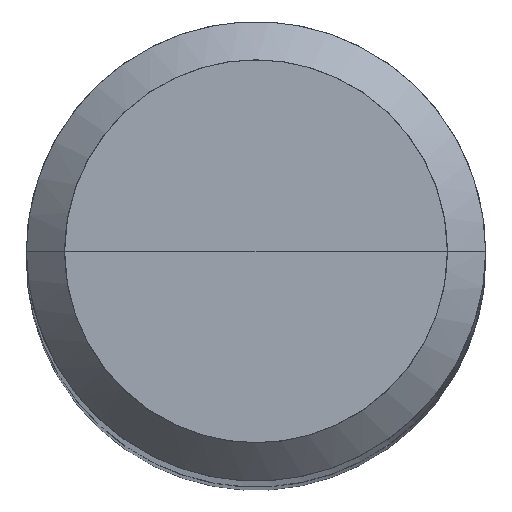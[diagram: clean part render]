
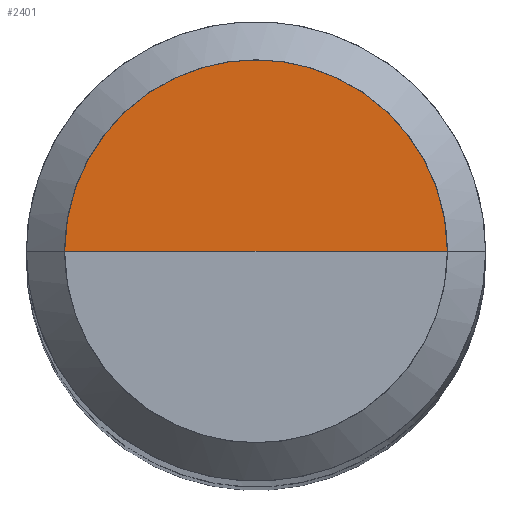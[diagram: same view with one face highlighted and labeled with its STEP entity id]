
A CAD part, top view. The second image highlights one B-rep face of the part: STEP entity #2401.
In plain terms, the highlighted free-form (B-spline) face has degree [1, 2] with [2, 5] control points.
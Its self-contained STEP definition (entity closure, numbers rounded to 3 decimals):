
#2138=CARTESIAN_POINT('',(2.5,0.0,42.0));
#2139=CARTESIAN_POINT('',(2.5,2.5,42.0));
#2140=CARTESIAN_POINT('',(0.0,2.5,42.0));
#2141=CARTESIAN_POINT('',(-2.5,2.5,42.0));
#2142=CARTESIAN_POINT('',(-2.5,0.0,42.0));
#2143=CARTESIAN_POINT('',(0.0,0.0,42.0));
#2386=(
BOUNDED_SURFACE()
B_SPLINE_SURFACE(1,2,(
(#2138,#2139,#2140,#2141,#2142),
(#2143,#2143,#2143,#2143,#2143)
), .UNSPECIFIED.,.F.,.F.,.F.)
B_SPLINE_SURFACE_WITH_KNOTS((2,2),(3,2,3),(
0.0,1.0),(
0.0,0.5,1.0), .UNSPECIFIED.)
GEOMETRIC_REPRESENTATION_ITEM()
RATIONAL_B_SPLINE_SURFACE(((1.0,0.707,1.0,0.707,1.0),
(1.0,0.707,1.0,0.707,1.0)
))
REPRESENTATION_ITEM('')
SURFACE()
);
#2387=(
BOUNDED_CURVE()
B_SPLINE_CURVE(2,(#2142,#2141,#2140,#2139,#2138),.UNSPECIFIED.,.F.,.F.)
B_SPLINE_CURVE_WITH_KNOTS((3,2,3),
(0.0,0.5,1.0),.UNSPECIFIED.)
CURVE()
GEOMETRIC_REPRESENTATION_ITEM()
RATIONAL_B_SPLINE_CURVE((1.0,0.707,1.0,0.707,1.0))
REPRESENTATION_ITEM('')
);
#2388=(
BOUNDED_CURVE()
B_SPLINE_CURVE(1,(#2138,#2143),.UNSPECIFIED.,.F.,.F.)
B_SPLINE_CURVE_WITH_KNOTS((2,2),
(0.0,1.0),.UNSPECIFIED.)
CURVE()
GEOMETRIC_REPRESENTATION_ITEM()
RATIONAL_B_SPLINE_CURVE((1.0,1.0))
REPRESENTATION_ITEM('')
);
#2389=(
BOUNDED_CURVE()
B_SPLINE_CURVE(1,(#2143,#2142),.UNSPECIFIED.,.F.,.F.)
B_SPLINE_CURVE_WITH_KNOTS((2,2),
(0.0,1.0),.UNSPECIFIED.)
CURVE()
GEOMETRIC_REPRESENTATION_ITEM()
RATIONAL_B_SPLINE_CURVE((1.0,1.0))
REPRESENTATION_ITEM('')
);
#2390=VERTEX_POINT('',#2138);
#2391=VERTEX_POINT('',#2142);
#2392=VERTEX_POINT('',#2143);
#2393=EDGE_CURVE('',#2391,#2390,#2387,.T.);
#2394=EDGE_CURVE('',#2390,#2392,#2388,.T.);
#2395=EDGE_CURVE('',#2392,#2391,#2389,.T.);
#2396=ORIENTED_EDGE('',*,*,#2393,.T.);
#2397=ORIENTED_EDGE('',*,*,#2394,.T.);
#2398=ORIENTED_EDGE('',*,*,#2395,.T.);
#2399=EDGE_LOOP('',(#2396,#2397,#2398));
#2400=FACE_OUTER_BOUND('',#2399,.T.);
#2401=ADVANCED_FACE('',(#2400),#2386,.T.);
